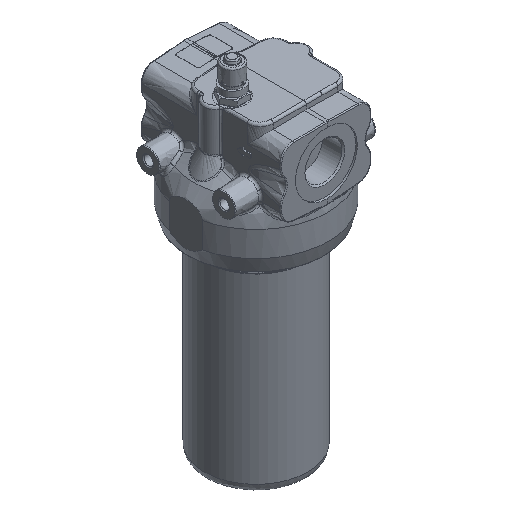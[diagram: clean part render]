
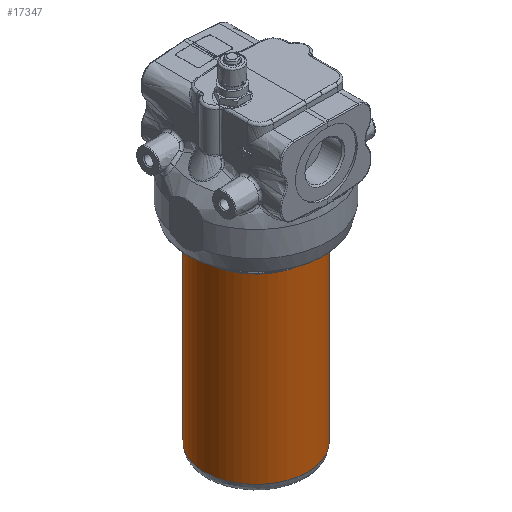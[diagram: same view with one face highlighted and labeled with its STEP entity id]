
A CAD part, isometric view. The second image highlights one B-rep face of the part: STEP entity #17347.
In plain terms, the highlighted free-form (B-spline) face has degree [2, 1] with [7, 2] control points.
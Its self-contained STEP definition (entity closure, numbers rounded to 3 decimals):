
#17260=CARTESIAN_POINT('V46',(0.,69.5,
   -206.088));
#17261=VERTEX_POINT('V46',#17260);
#17275=CARTESIAN_POINT('E75',(0.,69.5,
   -206.088));
#17276=CARTESIAN_POINT('E75',(94.397,69.5,
   -206.088));
#17277=CARTESIAN_POINT('E75',(47.198,-12.25,
   -206.088));
#17278=CARTESIAN_POINT('E75',(0.,-94.,
   -206.088));
#17279=CARTESIAN_POINT('E75',(-47.198,
   -12.25,-206.088));
#17280=CARTESIAN_POINT('E75',(-94.397,69.5,
   -206.088));
#17281=CARTESIAN_POINT('E75',(0.,69.5,
   -206.088));
#17289=(BOUNDED_CURVE()B_SPLINE_CURVE(2,(#17275,#17276,#17277,
   #17278,#17279,#17280,#17281),.CIRCULAR_ARC.,.T.,.U.)
   B_SPLINE_CURVE_WITH_KNOTS((3,2,2,3),(0.0,9.805,
   19.61,29.415),.UNSPECIFIED.)CURVE()
   GEOMETRIC_REPRESENTATION_ITEM()RATIONAL_B_SPLINE_CURVE((1.0,
   0.5,1.0,0.5,1.0,0.5,1.0)
   )REPRESENTATION_ITEM('E75'));
#17290=EDGE_CURVE('E75',#17261,#17261,#17289,.T.);
#17297=CARTESIAN_POINT('F32',(0.,69.5,
   -14.208));
#17298=CARTESIAN_POINT('F32',(94.397,69.5,
   -14.208));
#17299=CARTESIAN_POINT('F32',(47.198,-12.25,
   -14.208));
#17300=CARTESIAN_POINT('F32',(0.,-94.,
   -14.208));
#17301=CARTESIAN_POINT('F32',(-47.198,
   -12.25,-14.208));
#17302=CARTESIAN_POINT('F32',(-94.397,69.5,
   -14.208));
#17303=CARTESIAN_POINT('F32',(0.,69.5,
   -14.208));
#17304=CARTESIAN_POINT('F32',(0.,69.5,
   -206.088));
#17305=CARTESIAN_POINT('F32',(94.397,69.5,
   -206.088));
#17306=CARTESIAN_POINT('F32',(47.198,-12.25,
   -206.088));
#17307=CARTESIAN_POINT('F32',(0.,-94.,
   -206.088));
#17308=CARTESIAN_POINT('F32',(-47.198,
   -12.25,-206.088));
#17309=CARTESIAN_POINT('F32',(-94.397,69.5,
   -206.088));
#17310=CARTESIAN_POINT('F32',(0.,69.5,
   -206.088));
#17318=(BOUNDED_SURFACE()B_SPLINE_SURFACE(2,1,((#17297,#17304),(
   #17298,#17305),(#17299,#17306),(#17300,#17307),(#17301,
   #17308),(#17302,#17309),(#17303,#17310)),.CYLINDRICAL_SURF.,
   .T.,.F.,.U.)B_SPLINE_SURFACE_WITH_KNOTS((3,2,2,3),(2,2),(0.0,
   0.984,1.968,2.952),(0.0,1.0),
   .UNSPECIFIED.)GEOMETRIC_REPRESENTATION_ITEM()
   RATIONAL_B_SPLINE_SURFACE(((1.0,1.0),(0.5,
   0.5),(1.0,1.0),(0.5,
   0.5),(1.0,1.0),(0.5,
   0.5),(1.0,1.0)))REPRESENTATION_ITEM('F32')SURFACE(
   ));
#17319=CARTESIAN_POINT('V47',(0.,69.5,
   -14.208));
#17320=VERTEX_POINT('V47',#17319);
#17321=CARTESIAN_POINT('E76',(0.,69.5,
   -206.088));
#17322=CARTESIAN_POINT('E76',(0.,69.5,
   -14.208));
#17323=QUASI_UNIFORM_CURVE('E76',1,(#17321,#17322),.POLYLINE_FORM.,
   .F.,.U.);
#17324=EDGE_CURVE('E76',#17261,#17320,#17323,.T.);
#17325=ORIENTED_EDGE('E76',*,*,#17324,.T.);
#17326=CARTESIAN_POINT('E77',(0.,69.5,
   -14.208));
#17327=CARTESIAN_POINT('E77',(94.397,69.5,
   -14.208));
#17328=CARTESIAN_POINT('E77',(47.198,-12.25,
   -14.208));
#17329=CARTESIAN_POINT('E77',(0.,-94.,
   -14.208));
#17330=CARTESIAN_POINT('E77',(-47.198,
   -12.25,-14.208));
#17331=CARTESIAN_POINT('E77',(-94.397,69.5,
   -14.208));
#17332=CARTESIAN_POINT('E77',(0.,69.5,
   -14.208));
#17340=(BOUNDED_CURVE()B_SPLINE_CURVE(2,(#17326,#17327,#17328,
   #17329,#17330,#17331,#17332),.CIRCULAR_ARC.,.T.,.U.)
   B_SPLINE_CURVE_WITH_KNOTS((3,2,2,3),(0.0,0.984,
   1.968,2.952),.UNSPECIFIED.)CURVE()
   GEOMETRIC_REPRESENTATION_ITEM()RATIONAL_B_SPLINE_CURVE((1.0,
   0.5,1.0,0.5,1.0,0.5,1.0)
   )REPRESENTATION_ITEM('E77'));
#17341=EDGE_CURVE('E77',#17320,#17320,#17340,.T.);
#17342=ORIENTED_EDGE('E77',*,*,#17341,.T.);
#17343=ORIENTED_EDGE('E76',*,*,#17324,.F.);
#17344=ORIENTED_EDGE('E75',*,*,#17290,.F.);
#17345=EDGE_LOOP('F32',(#17325,#17342,#17343,#17344));
#17346=FACE_OUTER_BOUND('F32',#17345,.T.);
#17347=ADVANCED_FACE('F32',(#17346),#17318,.T.);
